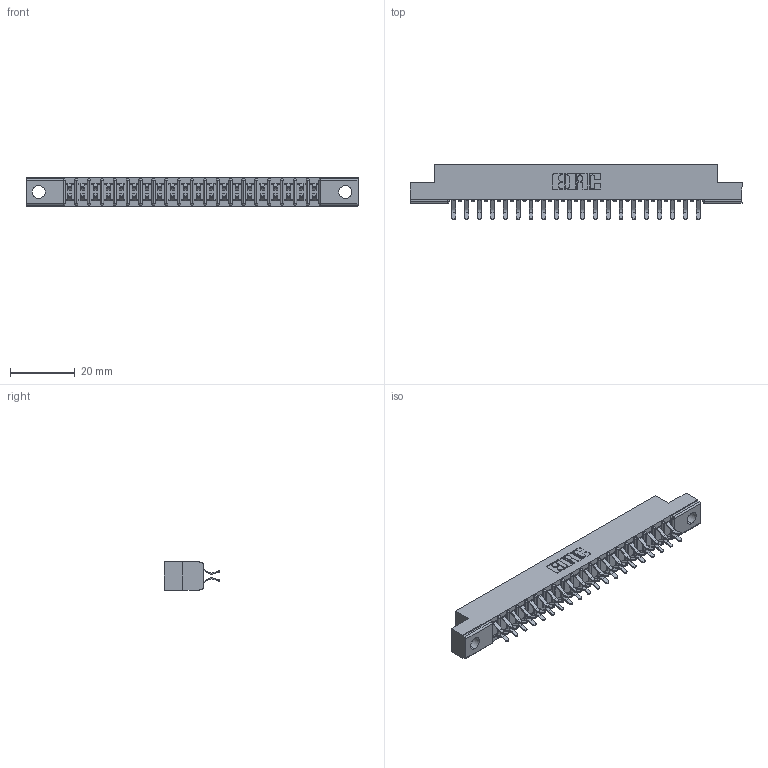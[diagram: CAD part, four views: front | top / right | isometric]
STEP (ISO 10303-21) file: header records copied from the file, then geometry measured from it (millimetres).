
FILE_DESCRIPTION (( 'STEP AP203' ), '1' );
FILE_NAME ('307-040-556-202.STEP', '2019-09-06T05:46:48', ( '' ), ( '' ), 'SwSTEP 2.0', 'SolidWorks 2016', '' );
FILE_SCHEMA (( 'CONFIG_CONTROL_DESIGN' ));
Length unit declared in the file: inch
Products named in the file (3): 307 Part_.128 Dia Mounting Holes; 307-040-556-202; 307-290-001_556
Assembly tree (41 placements, depth 2):
  307-040-556-202
    307 Part_.128 Dia Mounting Holes
    307-290-001_556  x40
Bounding box: 102.26 x 16.97 x 8.71 mm (x, y, z)
Volume: 6594 mm3; surface area: 11349.2 mm2
Topology: 41 solids, 41 shells, 2139 faces, 6003 edges, 3890 vertices
Faces by surface type: plane 1390, cylinder 707, sphere 42
Entity records: 20604 total; most frequent: CARTESIAN_POINT 3376, ORIENTED_EDGE 3342, DIRECTION 3317, EDGE_CURVE 1671, VECTOR 1271, LINE 1271, VERTEX_POINT 1082, AXIS2_PLACEMENT_3D 1023
